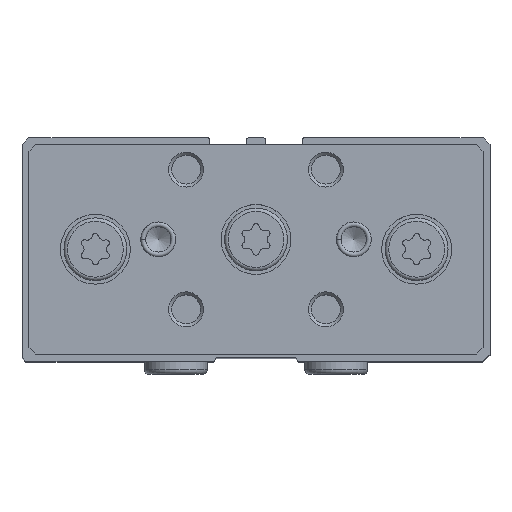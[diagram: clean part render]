
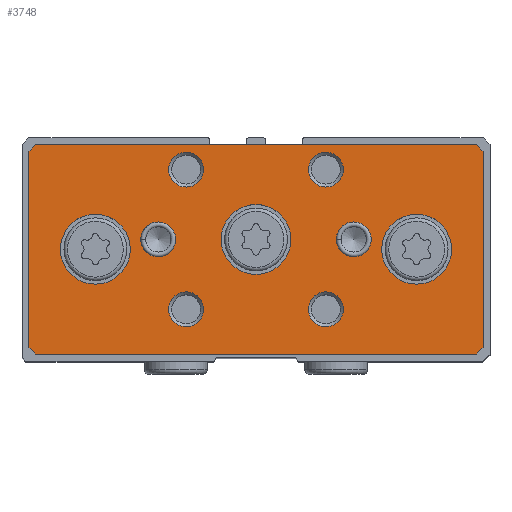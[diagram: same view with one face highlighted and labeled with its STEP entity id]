
A CAD part, top view. The second image highlights one B-rep face of the part: STEP entity #3748.
In plain terms, the highlighted face is planar.
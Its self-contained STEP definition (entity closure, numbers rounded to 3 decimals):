
#357=LINE('',#6341,#552);
#361=LINE('',#6350,#556);
#364=LINE('',#6356,#559);
#367=LINE('',#6362,#562);
#370=LINE('',#6368,#565);
#373=LINE('',#6374,#568);
#376=LINE('',#6380,#571);
#379=LINE('',#6386,#574);
#552=VECTOR('',#5133,1000.);
#556=VECTOR('',#5139,1000.);
#559=VECTOR('',#5144,1000.);
#562=VECTOR('',#5149,1000.);
#565=VECTOR('',#5154,1000.);
#568=VECTOR('',#5159,1000.);
#571=VECTOR('',#5164,1000.);
#574=VECTOR('',#5169,1000.);
#1179=ORIENTED_EDGE('',*,*,#1889,.F.);
#1180=ORIENTED_EDGE('',*,*,#1890,.F.);
#1181=ORIENTED_EDGE('',*,*,#1891,.F.);
#1182=ORIENTED_EDGE('',*,*,#1892,.F.);
#1183=ORIENTED_EDGE('',*,*,#1893,.F.);
#1184=ORIENTED_EDGE('',*,*,#1894,.F.);
#1185=ORIENTED_EDGE('',*,*,#1895,.F.);
#1186=ORIENTED_EDGE('',*,*,#1896,.F.);
#1187=ORIENTED_EDGE('',*,*,#1897,.F.);
#1188=ORIENTED_EDGE('',*,*,#1855,.T.);
#1189=ORIENTED_EDGE('',*,*,#1859,.T.);
#1190=ORIENTED_EDGE('',*,*,#1862,.T.);
#1191=ORIENTED_EDGE('',*,*,#1865,.T.);
#1192=ORIENTED_EDGE('',*,*,#1868,.T.);
#1193=ORIENTED_EDGE('',*,*,#1871,.T.);
#1194=ORIENTED_EDGE('',*,*,#1874,.T.);
#1195=ORIENTED_EDGE('',*,*,#1877,.T.);
#1855=EDGE_CURVE('',#2291,#2292,#357,.T.);
#1859=EDGE_CURVE('',#2292,#2295,#361,.T.);
#1862=EDGE_CURVE('',#2295,#2297,#364,.T.);
#1865=EDGE_CURVE('',#2297,#2299,#367,.T.);
#1868=EDGE_CURVE('',#2299,#2301,#370,.T.);
#1871=EDGE_CURVE('',#2301,#2303,#373,.T.);
#1874=EDGE_CURVE('',#2303,#2305,#376,.T.);
#1877=EDGE_CURVE('',#2305,#2291,#379,.T.);
#1889=EDGE_CURVE('',#2317,#2317,#2598,.T.);
#1890=EDGE_CURVE('',#2318,#2318,#2599,.T.);
#1891=EDGE_CURVE('',#2319,#2319,#2600,.T.);
#1892=EDGE_CURVE('',#2320,#2320,#2601,.T.);
#1893=EDGE_CURVE('',#2321,#2321,#2602,.T.);
#1894=EDGE_CURVE('',#2322,#2322,#2603,.T.);
#1895=EDGE_CURVE('',#2323,#2323,#2604,.T.);
#1896=EDGE_CURVE('',#2324,#2324,#2605,.T.);
#1897=EDGE_CURVE('',#2325,#2325,#2606,.T.);
#2291=VERTEX_POINT('',#6342);
#2292=VERTEX_POINT('',#6343);
#2295=VERTEX_POINT('',#6351);
#2297=VERTEX_POINT('',#6357);
#2299=VERTEX_POINT('',#6363);
#2301=VERTEX_POINT('',#6369);
#2303=VERTEX_POINT('',#6375);
#2305=VERTEX_POINT('',#6381);
#2317=VERTEX_POINT('',#6411);
#2318=VERTEX_POINT('',#6413);
#2319=VERTEX_POINT('',#6415);
#2320=VERTEX_POINT('',#6417);
#2321=VERTEX_POINT('',#6419);
#2322=VERTEX_POINT('',#6421);
#2323=VERTEX_POINT('',#6423);
#2324=VERTEX_POINT('',#6425);
#2325=VERTEX_POINT('',#6427);
#2598=CIRCLE('',#4231,5.);
#2599=CIRCLE('',#4232,5.);
#2600=CIRCLE('',#4233,5.);
#2601=CIRCLE('',#4234,2.5);
#2602=CIRCLE('',#4235,2.5);
#2603=CIRCLE('',#4236,2.5);
#2604=CIRCLE('',#4237,2.5);
#2605=CIRCLE('',#4238,2.5);
#2606=CIRCLE('',#4239,2.5);
#2935=EDGE_LOOP('',(#1179));
#2936=EDGE_LOOP('',(#1180));
#2937=EDGE_LOOP('',(#1181));
#2938=EDGE_LOOP('',(#1182));
#2939=EDGE_LOOP('',(#1183));
#2940=EDGE_LOOP('',(#1184));
#2941=EDGE_LOOP('',(#1185));
#2942=EDGE_LOOP('',(#1186));
#2943=EDGE_LOOP('',(#1187));
#2944=EDGE_LOOP('',(#1188,#1189,#1190,#1191,#1192,#1193,#1194,#1195));
#3347=FACE_BOUND('',#2935,.T.);
#3348=FACE_BOUND('',#2936,.T.);
#3349=FACE_BOUND('',#2937,.T.);
#3350=FACE_BOUND('',#2938,.T.);
#3351=FACE_BOUND('',#2939,.T.);
#3352=FACE_BOUND('',#2940,.T.);
#3353=FACE_BOUND('',#2941,.T.);
#3354=FACE_BOUND('',#2942,.T.);
#3355=FACE_BOUND('',#2943,.T.);
#3356=FACE_BOUND('',#2944,.T.);
#3577=PLANE('',#4230);
#3748=ADVANCED_FACE('',(#3347,#3348,#3349,#3350,#3351,#3352,#3353,#3354,
#3355,#3356),#3577,.T.);
#4230=AXIS2_PLACEMENT_3D('',#6409,#5191,#5192);
#4231=AXIS2_PLACEMENT_3D('',#6410,#5193,#5194);
#4232=AXIS2_PLACEMENT_3D('',#6412,#5195,#5196);
#4233=AXIS2_PLACEMENT_3D('',#6414,#5197,#5198);
#4234=AXIS2_PLACEMENT_3D('',#6416,#5199,#5200);
#4235=AXIS2_PLACEMENT_3D('',#6418,#5201,#5202);
#4236=AXIS2_PLACEMENT_3D('',#6420,#5203,#5204);
#4237=AXIS2_PLACEMENT_3D('',#6422,#5205,#5206);
#4238=AXIS2_PLACEMENT_3D('',#6424,#5207,#5208);
#4239=AXIS2_PLACEMENT_3D('',#6426,#5209,#5210);
#5133=DIRECTION('',(0.,-1.,0.));
#5139=DIRECTION('',(0.,-0.707,-0.707));
#5144=DIRECTION('',(0.,0.,-1.));
#5149=DIRECTION('',(0.,0.707,-0.707));
#5154=DIRECTION('',(0.,1.,0.));
#5159=DIRECTION('',(0.,0.707,0.707));
#5164=DIRECTION('',(0.,0.,1.));
#5169=DIRECTION('',(0.,-0.707,0.707));
#5191=DIRECTION('',(1.,0.,0.));
#5192=DIRECTION('',(0.,0.,-1.));
#5193=DIRECTION('',(1.,0.,0.));
#5194=DIRECTION('',(0.,0.,-1.));
#5195=DIRECTION('',(1.,0.,0.));
#5196=DIRECTION('',(0.,0.,-1.));
#5197=DIRECTION('',(1.,0.,0.));
#5198=DIRECTION('',(0.,0.,-1.));
#5199=DIRECTION('',(1.,0.,0.));
#5200=DIRECTION('',(0.,0.,-1.));
#5201=DIRECTION('',(1.,0.,0.));
#5202=DIRECTION('',(0.,0.,-1.));
#5203=DIRECTION('',(1.,0.,0.));
#5204=DIRECTION('',(0.,0.,-1.));
#5205=DIRECTION('',(1.,0.,0.));
#5206=DIRECTION('',(0.,0.,-1.));
#5207=DIRECTION('',(1.,0.,0.));
#5208=DIRECTION('',(0.,0.,-1.));
#5209=DIRECTION('',(1.,0.,0.));
#5210=DIRECTION('',(0.,0.,-1.));
#6341=CARTESIAN_POINT('',(12.,12.6,32.5));
#6342=CARTESIAN_POINT('',(12.,12.6,32.5));
#6343=CARTESIAN_POINT('',(12.,-15.4,32.5));
#6350=CARTESIAN_POINT('',(12.,-15.4,32.5));
#6351=CARTESIAN_POINT('',(12.,-16.4,31.5));
#6356=CARTESIAN_POINT('',(12.,-16.4,31.5));
#6357=CARTESIAN_POINT('',(12.,-16.4,-31.5));
#6362=CARTESIAN_POINT('',(12.,-16.4,-31.5));
#6363=CARTESIAN_POINT('',(12.,-15.4,-32.5));
#6368=CARTESIAN_POINT('',(12.,-15.4,-32.5));
#6369=CARTESIAN_POINT('',(12.,12.6,-32.5));
#6374=CARTESIAN_POINT('',(12.,12.6,-32.5));
#6375=CARTESIAN_POINT('',(12.,13.6,-31.5));
#6380=CARTESIAN_POINT('',(12.,13.6,-31.5));
#6381=CARTESIAN_POINT('',(12.,13.6,31.5));
#6386=CARTESIAN_POINT('',(12.,13.6,31.5));
#6409=CARTESIAN_POINT('',(12.,0.,0.));
#6410=CARTESIAN_POINT('',(12.,-1.4,23.));
#6411=CARTESIAN_POINT('',(12.,-1.4,18.));
#6412=CARTESIAN_POINT('',(12.,-1.4,-23.));
#6413=CARTESIAN_POINT('',(12.,-1.4,-28.));
#6414=CARTESIAN_POINT('',(12.,0.,0.));
#6415=CARTESIAN_POINT('',(12.,0.,-5.));
#6416=CARTESIAN_POINT('',(12.,0.,14.));
#6417=CARTESIAN_POINT('',(12.,0.,11.5));
#6418=CARTESIAN_POINT('',(12.,0.,-14.));
#6419=CARTESIAN_POINT('',(12.,0.,-16.5));
#6420=CARTESIAN_POINT('',(12.,-10.,10.));
#6421=CARTESIAN_POINT('',(12.,-10.,7.5));
#6422=CARTESIAN_POINT('',(12.,-10.,-10.));
#6423=CARTESIAN_POINT('',(12.,-10.,-12.5));
#6424=CARTESIAN_POINT('',(12.,10.,10.));
#6425=CARTESIAN_POINT('',(12.,10.,7.5));
#6426=CARTESIAN_POINT('',(12.,10.,-10.));
#6427=CARTESIAN_POINT('',(12.,10.,-12.5));
